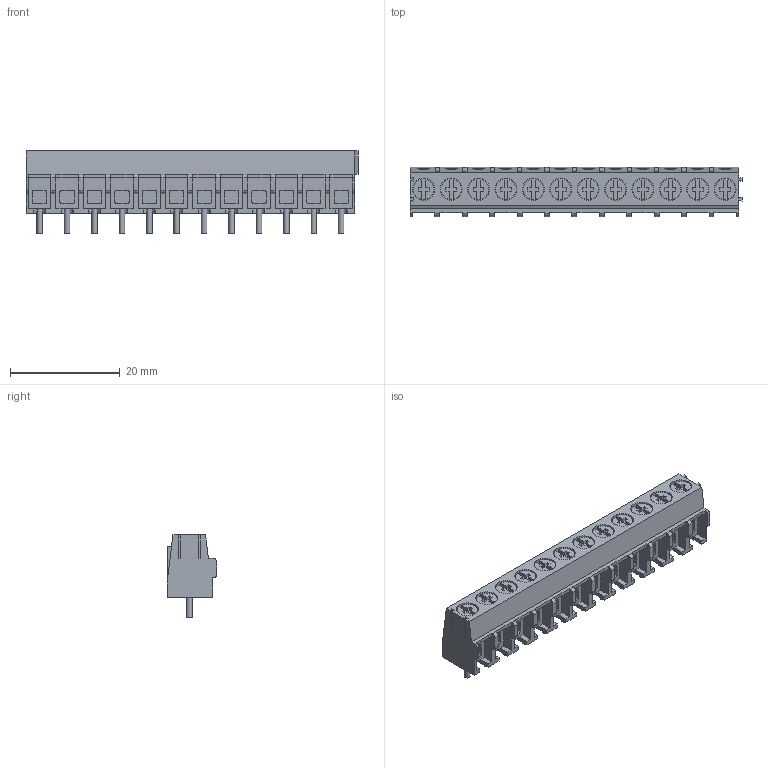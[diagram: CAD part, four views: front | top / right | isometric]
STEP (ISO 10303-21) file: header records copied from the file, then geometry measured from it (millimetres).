
FILE_DESCRIPTION(/* description */ ('model of TerminalBlock_Phoenix_PT-1,5-12-5.0-H_1x12_P5.00mm_Horizontal'),/* implementation_level */ '2;1');
FILE_NAME(/* name */ 'TerminalBlock_Phoenix_PT-1,5-12-5.0-H_1x12_P5.00mm_Horizontal.step',/* time_stamp */ '1970-01-01T00:00:00',/* author */ ('KiCAD','kicad'),/* organization */ ('OCCT'),/* preprocessor_version */ '',/* originating_system */ 'KiCAD',/* authorisation */ '');
FILE_SCHEMA(('AUTOMOTIVE_DESIGN { 1 0 10303 214 1 1 1 1 }'));
Length unit declared in the file: millimetre
Products named in the file (1): TerminalBlock_Phoenix_PT-1,5-12-5.0-H_1x12_P5.00mm_Horizontal
Bounding box: 60.57 x 9 x 15 mm (x, y, z)
Volume: 4009.2 mm3; surface area: 5357.1 mm2
Topology: 1 solids, 1 shells, 626 faces, 1692 edges, 1116 vertices
Faces by surface type: plane 480, cylinder 146
Full cylindrical faces by diameter (mm): 1 x12, 2.2 x12, 3.8 x12, 4 x12
Entity records: 12760 total; most frequent: ORIENTED_EDGE 2681, CARTESIAN_POINT 1950, EDGE_CURVE 1692, VERTEX_POINT 1116, LINE 1086, AXIS2_PLACEMENT_3D 740, FACE_BOUND 686, EDGE_LOOP 686
